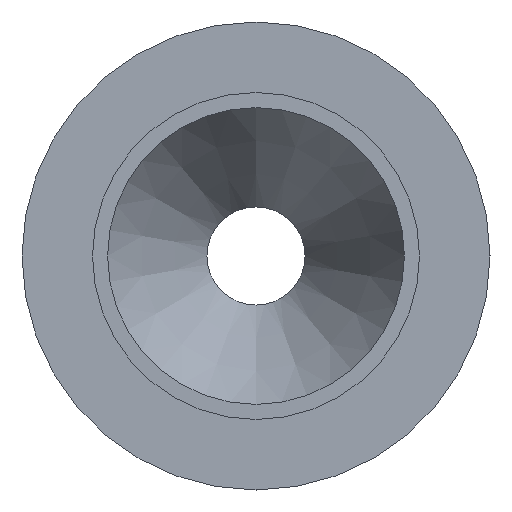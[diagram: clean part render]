
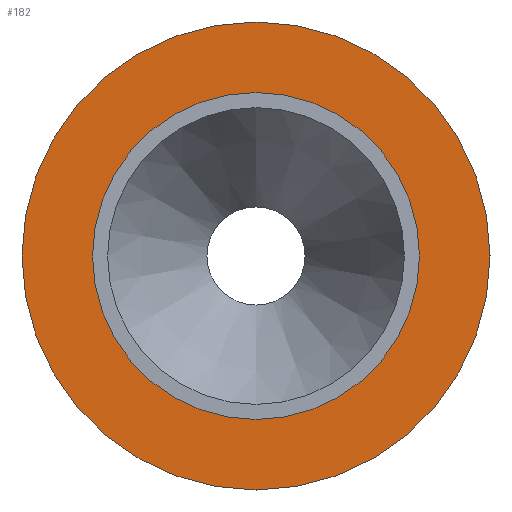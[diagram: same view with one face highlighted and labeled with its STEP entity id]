
A CAD part, left-side view. The second image highlights one B-rep face of the part: STEP entity #182.
In plain terms, the highlighted planar face has unit normal (-1, 0, 0).
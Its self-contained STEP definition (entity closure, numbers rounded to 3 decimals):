
#7 = DIRECTION ( 'NONE',  ( 1., 0., 0. ) ) ;
#11 = FACE_BOUND ( 'NONE', #298, .T. ) ;
#13 = DIRECTION ( 'NONE',  ( 1., 0., 0. ) ) ;
#28 = CARTESIAN_POINT ( 'NONE',  ( 0., 0., 0. ) ) ;
#44 = CARTESIAN_POINT ( 'NONE',  ( 0., 0., -26.16 ) ) ;
#62 = CARTESIAN_POINT ( 'NONE',  ( 0., 0., 0. ) ) ;
#85 = DIRECTION ( 'NONE',  ( 0., 0., -1. ) ) ;
#102 = ORIENTED_EDGE ( 'NONE', *, *, #292, .F. ) ;
#112 = EDGE_CURVE ( 'NONE', #204, #204, #231, .T. ) ;
#114 = PLANE ( 'NONE',  #253 ) ;
#125 = CARTESIAN_POINT ( 'NONE',  ( 0., 0., -37.45 ) ) ;
#126 = CIRCLE ( 'NONE', #132, 26.16 ) ;
#132 = AXIS2_PLACEMENT_3D ( 'NONE', #138, #221, #247 ) ;
#138 = CARTESIAN_POINT ( 'NONE',  ( 0., 0., 0. ) ) ;
#180 = ORIENTED_EDGE ( 'NONE', *, *, #112, .F. ) ;
#182 = ADVANCED_FACE ( 'NONE', ( #11, #186 ), #114, .F. ) ;
#186 = FACE_OUTER_BOUND ( 'NONE', #258, .T. ) ;
#190 = AXIS2_PLACEMENT_3D ( 'NONE', #28, #7, #85 ) ;
#195 = DIRECTION ( 'NONE',  ( 0., 0., -1. ) ) ;
#204 = VERTEX_POINT ( 'NONE', #125 ) ;
#221 = DIRECTION ( 'NONE',  ( -1., 0., 0. ) ) ;
#231 = CIRCLE ( 'NONE', #190, 37.45 ) ;
#247 = DIRECTION ( 'NONE',  ( 0., 0., -1. ) ) ;
#253 = AXIS2_PLACEMENT_3D ( 'NONE', #62, #13, #195 ) ;
#258 = EDGE_LOOP ( 'NONE', ( #180 ) ) ;
#278 = VERTEX_POINT ( 'NONE', #44 ) ;
#292 = EDGE_CURVE ( 'NONE', #278, #278, #126, .T. ) ;
#298 = EDGE_LOOP ( 'NONE', ( #102 ) ) ;
